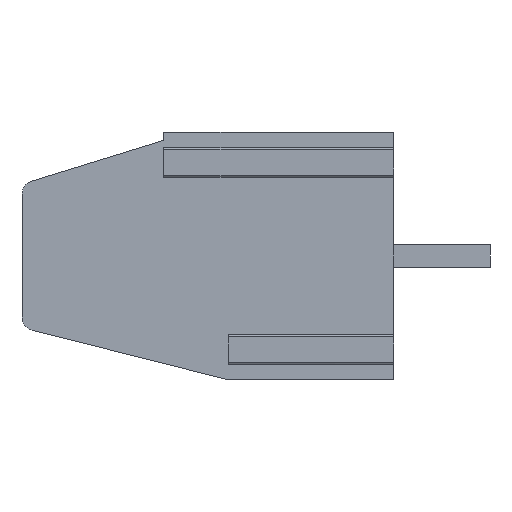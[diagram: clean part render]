
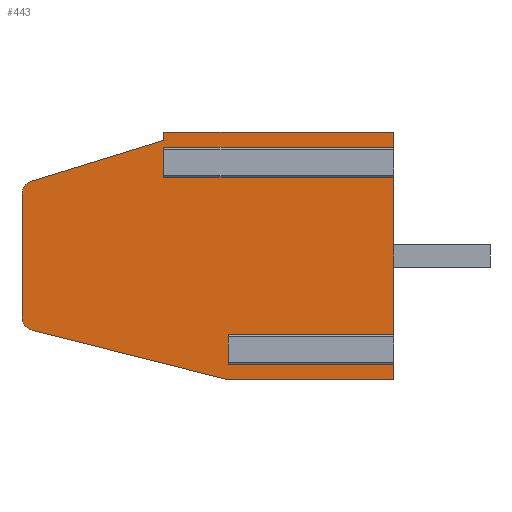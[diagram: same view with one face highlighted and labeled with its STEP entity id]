
A CAD part, left-side view. The second image highlights one B-rep face of the part: STEP entity #443.
In plain terms, the highlighted planar face has unit normal (-1, 0, 0).
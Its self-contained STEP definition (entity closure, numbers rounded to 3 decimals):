
#443=ADVANCED_FACE('',(#753),#5458,.T.);
#753=FACE_OUTER_BOUND('',#1091,.T.);
#1091=EDGE_LOOP('',(#2680,#2681,#2682,#2683,#2684,#2685,#2686,#2687,#2688,
#2689,#2690,#2691,#2692,#2693,#2694,#2695,#2696));
#2680=ORIENTED_EDGE('',*,*,#3650,.F.);
#2681=ORIENTED_EDGE('',*,*,#3652,.T.);
#2682=ORIENTED_EDGE('',*,*,#3586,.T.);
#2683=ORIENTED_EDGE('',*,*,#3653,.T.);
#2684=ORIENTED_EDGE('',*,*,#3649,.F.);
#2685=ORIENTED_EDGE('',*,*,#3654,.T.);
#2686=ORIENTED_EDGE('',*,*,#3655,.T.);
#2687=ORIENTED_EDGE('',*,*,#3604,.T.);
#2688=ORIENTED_EDGE('',*,*,#3608,.T.);
#2689=ORIENTED_EDGE('',*,*,#3627,.T.);
#2690=ORIENTED_EDGE('',*,*,#3631,.T.);
#2691=ORIENTED_EDGE('',*,*,#3634,.T.);
#2692=ORIENTED_EDGE('',*,*,#3648,.T.);
#2693=ORIENTED_EDGE('',*,*,#3651,.F.);
#2694=ORIENTED_EDGE('',*,*,#3656,.T.);
#2695=ORIENTED_EDGE('',*,*,#3646,.T.);
#2696=ORIENTED_EDGE('',*,*,#3657,.T.);
#3586=EDGE_CURVE('',#5097,#5098,#4504,.T.);
#3604=EDGE_CURVE('',#5113,#5114,#4518,.T.);
#3608=EDGE_CURVE('',#5114,#5116,#3853,.T.);
#3627=EDGE_CURVE('',#5116,#5133,#4533,.T.);
#3631=EDGE_CURVE('',#5133,#5136,#3862,.T.);
#3634=EDGE_CURVE('',#5136,#5137,#4537,.T.);
#3646=EDGE_CURVE('',#5147,#5148,#4547,.T.);
#3648=EDGE_CURVE('',#5137,#5149,#4548,.T.);
#3649=EDGE_CURVE('',#5150,#5151,#4549,.T.);
#3650=EDGE_CURVE('',#5152,#5153,#4550,.T.);
#3651=EDGE_CURVE('',#5154,#5149,#4551,.T.);
#3652=EDGE_CURVE('',#5152,#5097,#4552,.T.);
#3653=EDGE_CURVE('',#5098,#5151,#4553,.T.);
#3654=EDGE_CURVE('',#5150,#5155,#4554,.T.);
#3655=EDGE_CURVE('',#5155,#5113,#4555,.T.);
#3656=EDGE_CURVE('',#5154,#5147,#4556,.T.);
#3657=EDGE_CURVE('',#5148,#5153,#4557,.T.);
#3853=(
BOUNDED_CURVE()
B_SPLINE_CURVE(2,(#13149,#13150,#13151),.UNSPECIFIED.,.F.,.F.)
B_SPLINE_CURVE_WITH_KNOTS((3,3),(-0.635,0.),.UNSPECIFIED.)
CURVE()
GEOMETRIC_REPRESENTATION_ITEM()
RATIONAL_B_SPLINE_CURVE((1.,0.805,1.))
REPRESENTATION_ITEM('')
);
#3862=(
BOUNDED_CURVE()
B_SPLINE_CURVE(2,(#13208,#13209,#13210),.UNSPECIFIED.,.F.,.F.)
B_SPLINE_CURVE_WITH_KNOTS((3,3),(-0.661,0.),.UNSPECIFIED.)
CURVE()
GEOMETRIC_REPRESENTATION_ITEM()
RATIONAL_B_SPLINE_CURVE((1.,0.789,1.))
REPRESENTATION_ITEM('')
);
#4504=B_SPLINE_CURVE_WITH_KNOTS('',1,(#13093,#13094),.UNSPECIFIED.,.F.,
 .F.,(2,2),(-0.738,0.),.UNSPECIFIED.);
#4518=B_SPLINE_CURVE_WITH_KNOTS('',1,(#13141,#13142),.UNSPECIFIED.,.F.,
 .F.,(2,2),(0.,5.022),.UNSPECIFIED.);
#4533=B_SPLINE_CURVE_WITH_KNOTS('',1,(#13197,#13198),.UNSPECIFIED.,.F.,
 .F.,(2,2),(-4.45,0.),.UNSPECIFIED.);
#4537=B_SPLINE_CURVE_WITH_KNOTS('',1,(#13216,#13217),.UNSPECIFIED.,.F.,
 .F.,(2,2),(0.,7.347),.UNSPECIFIED.);
#4547=B_SPLINE_CURVE_WITH_KNOTS('',1,(#13246,#13247),.UNSPECIFIED.,.F.,
 .F.,(2,2),(-0.738,0.),.UNSPECIFIED.);
#4548=B_SPLINE_CURVE_WITH_KNOTS('',1,(#13253,#13254),.UNSPECIFIED.,.F.,
 .F.,(2,2),(0.,6.),.UNSPECIFIED.);
#4549=B_SPLINE_CURVE_WITH_KNOTS('',1,(#13255,#13256),.UNSPECIFIED.,.F.,
 .F.,(2,2),(-0.731,0.),.UNSPECIFIED.);
#4550=B_SPLINE_CURVE_WITH_KNOTS('',1,(#13257,#13258),.UNSPECIFIED.,.F.,
 .F.,(2,2),(-6.062,0.),.UNSPECIFIED.);
#4551=B_SPLINE_CURVE_WITH_KNOTS('',1,(#13259,#13260),.UNSPECIFIED.,.F.,
 .F.,(2,2),(-0.731,0.),.UNSPECIFIED.);
#4552=B_SPLINE_CURVE_WITH_KNOTS('',1,(#13261,#13262),.UNSPECIFIED.,.F.,
 .F.,(2,2),(-8.35,0.),.UNSPECIFIED.);
#4553=B_SPLINE_CURVE_WITH_KNOTS('',1,(#13263,#13264),.UNSPECIFIED.,.F.,
 .F.,(2,2),(0.,8.35),.UNSPECIFIED.);
#4554=B_SPLINE_CURVE_WITH_KNOTS('',1,(#13265,#13266),.UNSPECIFIED.,.F.,
 .F.,(2,2),(-8.35,0.),.UNSPECIFIED.);
#4555=B_SPLINE_CURVE_WITH_KNOTS('',1,(#13267,#13268),.UNSPECIFIED.,.F.,
 .F.,(2,2),(0.,0.3),.UNSPECIFIED.);
#4556=B_SPLINE_CURVE_WITH_KNOTS('',1,(#13269,#13270),.UNSPECIFIED.,.F.,
 .F.,(2,2),(-6.,0.),.UNSPECIFIED.);
#4557=B_SPLINE_CURVE_WITH_KNOTS('',1,(#13271,#13272),.UNSPECIFIED.,.F.,
 .F.,(2,2),(0.,6.),.UNSPECIFIED.);
#5097=VERTEX_POINT('',#13007);
#5098=VERTEX_POINT('',#13008);
#5113=VERTEX_POINT('',#13023);
#5114=VERTEX_POINT('',#13024);
#5116=VERTEX_POINT('',#13026);
#5133=VERTEX_POINT('',#13043);
#5136=VERTEX_POINT('',#13046);
#5137=VERTEX_POINT('',#13047);
#5147=VERTEX_POINT('',#13057);
#5148=VERTEX_POINT('',#13058);
#5149=VERTEX_POINT('',#13059);
#5150=VERTEX_POINT('',#13060);
#5151=VERTEX_POINT('',#13061);
#5152=VERTEX_POINT('',#13062);
#5153=VERTEX_POINT('',#13063);
#5154=VERTEX_POINT('',#13064);
#5155=VERTEX_POINT('',#13065);
#5458=PLANE('',#5662);
#5662=AXIS2_PLACEMENT_3D('',#12798,#5849,$);
#5849=DIRECTION('',(-1.,0.,0.));
#12798=CARTESIAN_POINT('',(-2.54,-1.351,-5.401));
#13007=CARTESIAN_POINT('',(-2.54,8.35,3.031));
#13008=CARTESIAN_POINT('',(-2.54,8.35,3.769));
#13023=CARTESIAN_POINT('',(-2.54,8.35,4.2));
#13024=CARTESIAN_POINT('',(-2.54,13.148,2.715));
#13026=CARTESIAN_POINT('',(-2.54,13.5,2.237));
#13043=CARTESIAN_POINT('',(-2.54,13.5,-2.213));
#13046=CARTESIAN_POINT('',(-2.54,13.123,-2.698));
#13047=CARTESIAN_POINT('',(-2.54,6.,-4.5));
#13057=CARTESIAN_POINT('',(-2.54,6.,-3.769));
#13058=CARTESIAN_POINT('',(-2.54,6.,-3.031));
#13059=CARTESIAN_POINT('',(-2.54,0.,-4.5));
#13060=CARTESIAN_POINT('',(-2.54,0.,4.5));
#13061=CARTESIAN_POINT('',(-2.54,0.,3.769));
#13062=CARTESIAN_POINT('',(-2.54,0.,3.031));
#13063=CARTESIAN_POINT('',(-2.54,0.,-3.031));
#13064=CARTESIAN_POINT('',(-2.54,0.,-3.769));
#13065=CARTESIAN_POINT('',(-2.54,8.35,4.5));
#13093=CARTESIAN_POINT('',(-2.54,8.35,3.031));
#13094=CARTESIAN_POINT('',(-2.54,8.35,3.769));
#13141=CARTESIAN_POINT('',(-2.54,8.35,4.2));
#13142=CARTESIAN_POINT('',(-2.54,13.148,2.715));
#13149=CARTESIAN_POINT('',(-2.54,13.148,2.715));
#13150=CARTESIAN_POINT('',(-2.54,13.5,2.606));
#13151=CARTESIAN_POINT('',(-2.54,13.5,2.237));
#13197=CARTESIAN_POINT('',(-2.54,13.5,2.237));
#13198=CARTESIAN_POINT('',(-2.54,13.5,-2.213));
#13208=CARTESIAN_POINT('',(-2.54,13.5,-2.213));
#13209=CARTESIAN_POINT('',(-2.54,13.5,-2.602));
#13210=CARTESIAN_POINT('',(-2.54,13.123,-2.698));
#13216=CARTESIAN_POINT('',(-2.54,13.123,-2.698));
#13217=CARTESIAN_POINT('',(-2.54,6.,-4.5));
#13246=CARTESIAN_POINT('',(-2.54,6.,-3.769));
#13247=CARTESIAN_POINT('',(-2.54,6.,-3.031));
#13253=CARTESIAN_POINT('',(-2.54,6.,-4.5));
#13254=CARTESIAN_POINT('',(-2.54,0.,-4.5));
#13255=CARTESIAN_POINT('',(-2.54,0.,4.5));
#13256=CARTESIAN_POINT('',(-2.54,0.,3.769));
#13257=CARTESIAN_POINT('',(-2.54,0.,3.031));
#13258=CARTESIAN_POINT('',(-2.54,0.,-3.031));
#13259=CARTESIAN_POINT('',(-2.54,0.,-3.769));
#13260=CARTESIAN_POINT('',(-2.54,0.,-4.5));
#13261=CARTESIAN_POINT('',(-2.54,0.,3.031));
#13262=CARTESIAN_POINT('',(-2.54,8.35,3.031));
#13263=CARTESIAN_POINT('',(-2.54,8.35,3.769));
#13264=CARTESIAN_POINT('',(-2.54,0.,3.769));
#13265=CARTESIAN_POINT('',(-2.54,0.,4.5));
#13266=CARTESIAN_POINT('',(-2.54,8.35,4.5));
#13267=CARTESIAN_POINT('',(-2.54,8.35,4.5));
#13268=CARTESIAN_POINT('',(-2.54,8.35,4.2));
#13269=CARTESIAN_POINT('',(-2.54,0.,-3.769));
#13270=CARTESIAN_POINT('',(-2.54,6.,-3.769));
#13271=CARTESIAN_POINT('',(-2.54,6.,-3.031));
#13272=CARTESIAN_POINT('',(-2.54,0.,-3.031));
